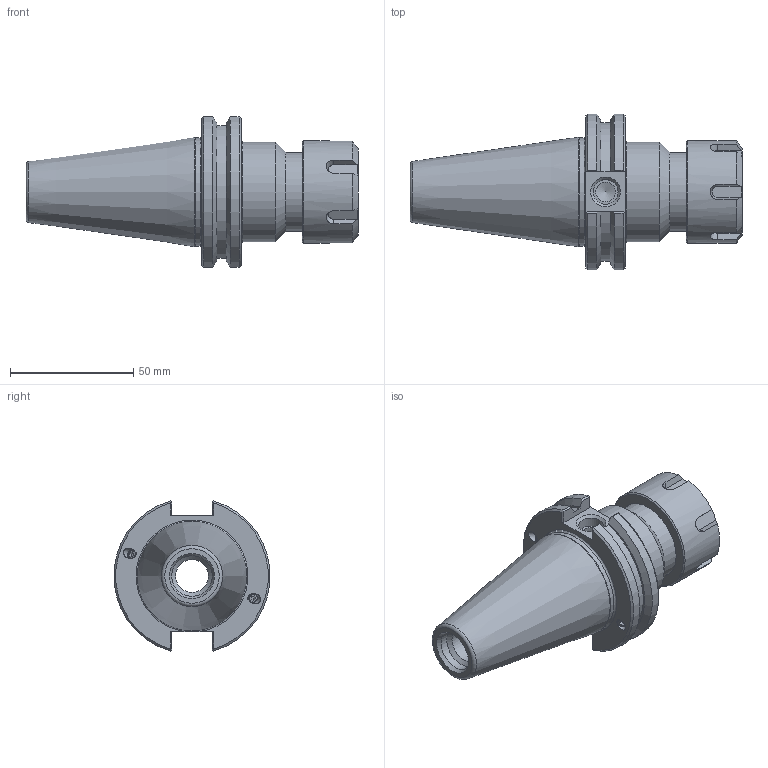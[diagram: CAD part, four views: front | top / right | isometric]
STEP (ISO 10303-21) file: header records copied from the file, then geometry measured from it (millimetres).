
FILE_DESCRIPTION(/* description */ ('COLLET NUT'),/* implementation_level */ '2;1');
FILE_NAME(/* name */ 'C40BC-25ERP262.stp',/* time_stamp */ '2017-02-13T08:44:06-05:00',/* author */ ('davhar'),/* organization */ (''),/* preprocessor_version */ 'ST-DEVELOPER v16.1',/* originating_system */ 'Autodesk Inventor 2016',/* authorisation */ '');
FILE_SCHEMA (('AUTOMOTIVE_DESIGN { 1 0 10303 214 3 1 1 }'));
Length unit declared in the file: inch
Products named in the file (4): 25ERPN; C40BC-25ER2-1; 029-965; C40BC-25ERP262
Assembly tree (6 placements, depth 2):
  C40BC-25ERP262
    25ERPN
    C40BC-25ER2-1
    029-965  x4
Bounding box: 134.81 x 63.26 x 61.05 mm (x, y, z)
Volume: 135488.4 mm3; surface area: 33827.2 mm2
Topology: 6 solids, 6 shells, 197 faces, 465 edges, 299 vertices
Faces by surface type: plane 98, cone 46, cylinder 41, torus 8, sphere 4
Full cylindrical faces by diameter (mm): 3.3 x4, 4 x8, 4.1 x4, 4.2 x4, 8 x1, 10.046 x1, 13.386 x1, 15.748 x1, 16.459 x1, 18.034 x1, 20.599 x1, 24.13 x1, 26.086 x1, 30.912 x1, 32 x1, 32.512 x1, 40.513 x1, 41.732 x1, 43.942 x1
Entity records: 4320 total; most frequent: CARTESIAN_POINT 994, DIRECTION 663, ORIENTED_EDGE 594, EDGE_CURVE 297, AXIS2_PLACEMENT_3D 270, EDGE_LOOP 229, VERTEX_POINT 222, FACE_OUTER_BOUND 149
